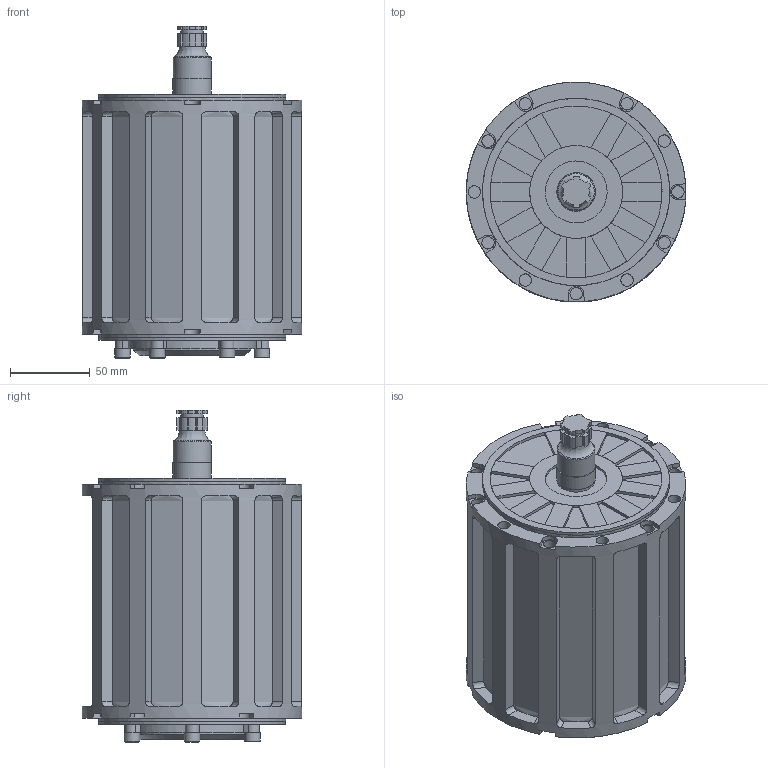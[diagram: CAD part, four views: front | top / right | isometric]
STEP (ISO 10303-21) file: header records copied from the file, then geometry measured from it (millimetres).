
FILE_DESCRIPTION(('FreeCAD Model'),'2;1');
FILE_NAME('Open CASCADE Shape Model','2025-05-04T13:25:03',('FreeCAD'),( 'FreeCAD'),'Open CASCADE STEP processor 7.6','FreeCAD','Unknown');
FILE_SCHEMA(('AUTOMOTIVE_DESIGN { 1 0 10303 214 1 1 1 1 }'));
Length unit declared in the file: millimetre
Products named in the file (1): Open CASCADE STEP translator 7.6 1
Bounding box: 137.83 x 137.83 x 208.49 mm (x, y, z)
Volume: 2049310.2 mm3; surface area: 156056.5 mm2
Topology: 12 solids, 13 shells, 582 faces, 1391 edges, 905 vertices
Faces by surface type: bspline 582
Entity records: 17683 total; most frequent: CARTESIAN_POINT 9358, ORIENTED_EDGE 2782, EDGE_CURVE 1391, B_SPLINE_CURVE_WITH_KNOTS 952, VERTEX_POINT 905, FACE_BOUND 660, EDGE_LOOP 660, ADVANCED_FACE 582
